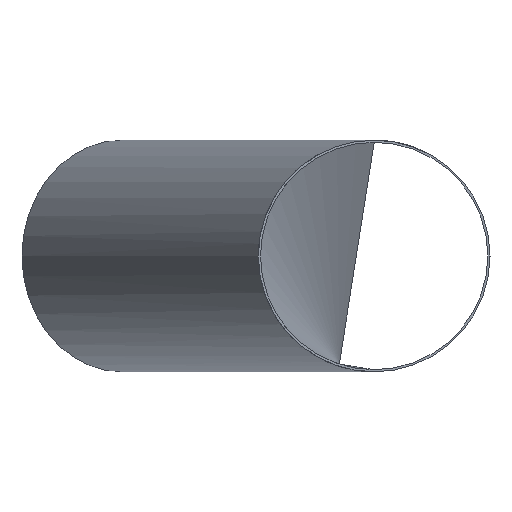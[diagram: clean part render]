
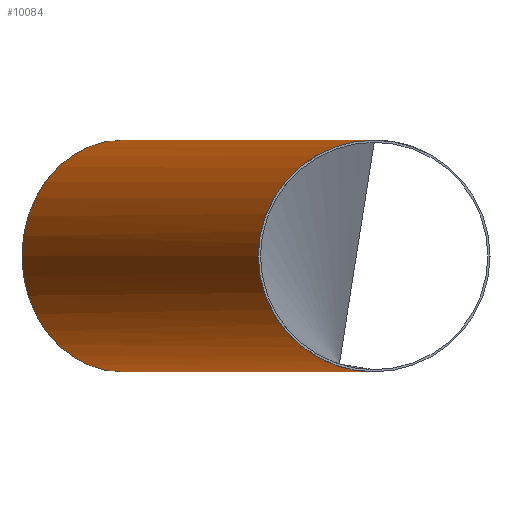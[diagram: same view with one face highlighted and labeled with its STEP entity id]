
A CAD part, left-side view. The second image highlights one B-rep face of the part: STEP entity #10084.
In plain terms, the highlighted cylindrical face has radius 161.95 mm (diameter 323.9 mm), a full revolution.
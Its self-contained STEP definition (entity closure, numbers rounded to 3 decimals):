
#1888 = CARTESIAN_POINT ( 'NONE',  ( 329.628, 352.203, 0. ) ) ;
#2432 = EDGE_LOOP ( 'NONE', ( #19367 ) ) ;
#2667 = EDGE_CURVE ( 'NONE', #19841, #25398, #28663, .T. ) ;
#3650 = ORIENTED_EDGE ( 'NONE', *, *, #6687, .F. ) ;
#3778 = AXIS2_PLACEMENT_3D ( 'NONE', #1888, #32704, #7240 ) ;
#5344 = CARTESIAN_POINT ( 'NONE',  ( 928.406, 323.9, -161.95 ) ) ;
#5355 = CARTESIAN_POINT ( 'NONE',  ( -367.194, 323.9, -161.95 ) ) ;
#6687 = EDGE_CURVE ( 'NONE', #25398, #19841, #20873, .T. ) ;
#7240 = DIRECTION ( 'NONE',  ( -0.5, 0.866, 0. ) ) ;
#8210 = CARTESIAN_POINT ( 'NONE',  ( -280.406, 0., 161.95 ) ) ;
#10084 = ADVANCED_FACE ( 'NONE', ( #16668, #18002 ), #31301, .T. ) ;
#11109 = CARTESIAN_POINT ( 'NONE',  ( -280.406, 0., -161.95 ) ) ;
#11585 = DIRECTION ( 'NONE',  ( -0.5, 0.866, 0. ) ) ;
#13522 = CIRCLE ( 'NONE', #35833, 161.95 ) ;
#13738 = CARTESIAN_POINT ( 'NONE',  ( 928.406, 323.9, 161.95 ) ) ;
#13752 = EDGE_LOOP ( 'NONE', ( #27092, #3650 ) ) ;
#14479 = CARTESIAN_POINT ( 'NONE',  ( 329.628, 352.203, 0. ) ) ;
#14734 = CARTESIAN_POINT ( 'NONE',  ( -280.406, 0., -161.95 ) ) ;
#16668 = FACE_OUTER_BOUND ( 'NONE', #13752, .T. ) ;
#18002 = FACE_OUTER_BOUND ( 'NONE', #2432, .T. ) ;
#19192 = EDGE_CURVE ( 'NONE', #22262, #22262, #13522, .T. ) ;
#19367 = ORIENTED_EDGE ( 'NONE', *, *, #19192, .F. ) ;
#19841 = VERTEX_POINT ( 'NONE', #14734 ) ;
#20056 = CARTESIAN_POINT ( 'NONE',  ( -280.406, 0., 161.95 ) ) ;
#20873 =( BOUNDED_CURVE ( )  B_SPLINE_CURVE ( 3, ( #20056, #33925, #5355, #11109 ),
 .UNSPECIFIED., .F., .T. ) 
 B_SPLINE_CURVE_WITH_KNOTS ( ( 4, 4 ),
 ( 4.712, 7.854 ),
 .UNSPECIFIED. ) 
 CURVE ( )  GEOMETRIC_REPRESENTATION_ITEM ( )  RATIONAL_B_SPLINE_CURVE ( ( 1., 0.333, 0.333, 1. ) ) 
 REPRESENTATION_ITEM ( '' )  );
#22262 = VERTEX_POINT ( 'NONE', #30939 ) ;
#22665 = CARTESIAN_POINT ( 'NONE',  ( -280.406, 0., 161.95 ) ) ;
#25348 = CARTESIAN_POINT ( 'NONE',  ( -280.406, 0., -161.95 ) ) ;
#25398 = VERTEX_POINT ( 'NONE', #22665 ) ;
#27092 = ORIENTED_EDGE ( 'NONE', *, *, #2667, .F. ) ;
#28663 =( BOUNDED_CURVE ( )  B_SPLINE_CURVE ( 3, ( #25348, #5344, #13738, #8210 ),
 .UNSPECIFIED., .F., .F. ) 
 B_SPLINE_CURVE_WITH_KNOTS ( ( 4, 4 ),
 ( 1.571, 4.712 ),
 .UNSPECIFIED. ) 
 CURVE ( )  GEOMETRIC_REPRESENTATION_ITEM ( )  RATIONAL_B_SPLINE_CURVE ( ( 1., 0.333, 0.333, 1. ) ) 
 REPRESENTATION_ITEM ( '' )  );
#30939 = CARTESIAN_POINT ( 'NONE',  ( 248.653, 492.456, 0. ) ) ;
#31301 = CYLINDRICAL_SURFACE ( 'NONE', #3778, 161.95 ) ;
#31539 = DIRECTION ( 'NONE',  ( 0.866, 0.5, 0. ) ) ;
#32704 = DIRECTION ( 'NONE',  ( 0.866, 0.5, 0. ) ) ;
#33925 = CARTESIAN_POINT ( 'NONE',  ( -367.194, 323.9, 161.95 ) ) ;
#35833 = AXIS2_PLACEMENT_3D ( 'NONE', #14479, #31539, #11585 ) ;
